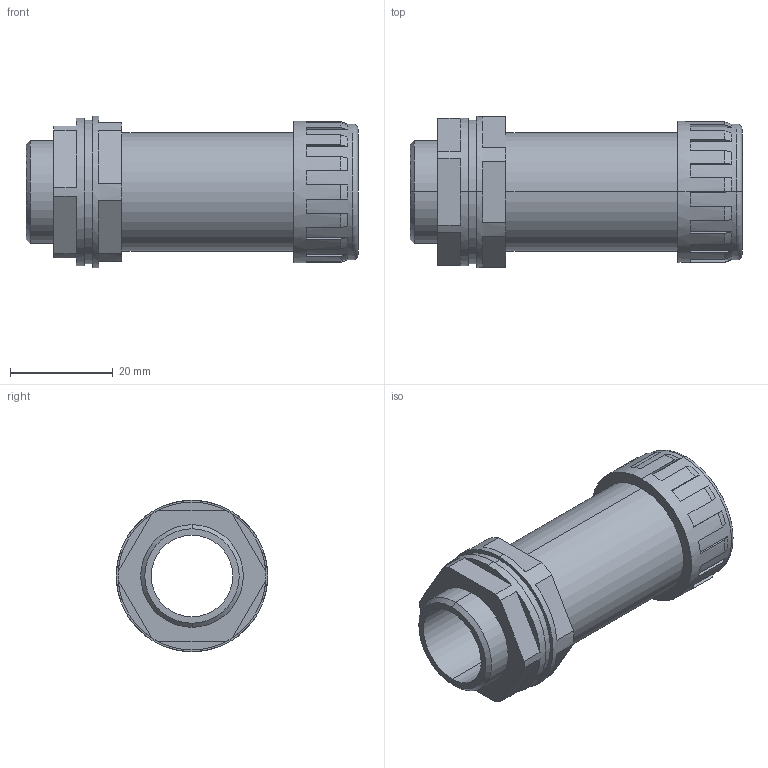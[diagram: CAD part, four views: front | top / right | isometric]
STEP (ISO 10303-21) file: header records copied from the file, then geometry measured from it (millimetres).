
FILE_DESCRIPTION (( 'STEP AP214' ), '1' );
FILE_NAME ('CTA10D-BS20-K41-050 - Ìóôòà òðóáà-êîðîáêà BS20 IP65.STEP', '2016-06-21T08:59:40', ( '' ), ( '' ), 'SwSTEP 2.0', 'SolidWorks 2014', '' );
FILE_SCHEMA (( 'AUTOMOTIVE_DESIGN' ));
Length unit declared in the file: millimetre
Products named in the file (1): CTA10D-BS20-K41-050 - Ìóôòà òðóáà-êîðîáêà BS20 IP65
Bounding box: 64.7 x 29.5 x 29.5 mm (x, y, z)
Volume: 11928.2 mm3; surface area: 11045.9 mm2
Topology: 1 solids, 4 shells, 141 faces, 368 edges, 241 vertices
Faces by surface type: plane 83, cylinder 28, cone 18, torus 12
Entity records: 4527 total; most frequent: CARTESIAN_POINT 844, DIRECTION 789, ORIENTED_EDGE 736, EDGE_CURVE 368, AXIS2_PLACEMENT_3D 310, VERTEX_POINT 241, LINE 169, VECTOR 169
